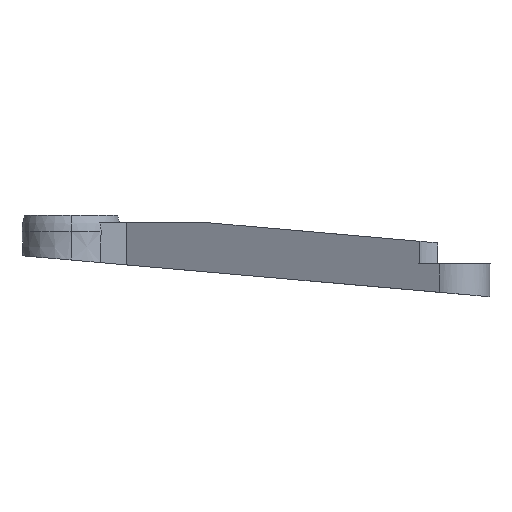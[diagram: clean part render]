
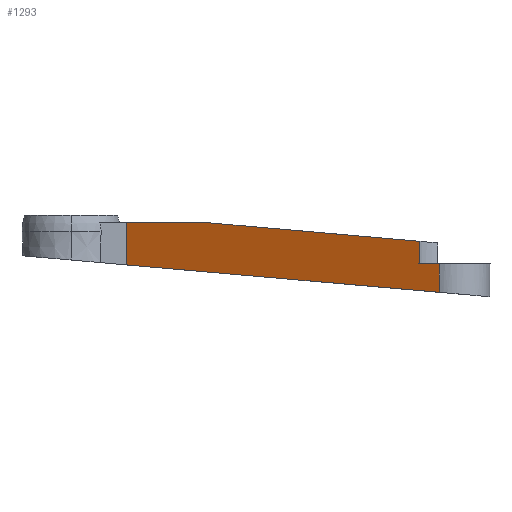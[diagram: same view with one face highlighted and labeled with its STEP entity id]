
A CAD part, front view. The second image highlights one B-rep face of the part: STEP entity #1293.
In plain terms, the highlighted planar face has unit normal (-0.448, -0.894, 0).
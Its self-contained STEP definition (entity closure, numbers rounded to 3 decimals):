
#78 = PLANE('',#79);
#79 = AXIS2_PLACEMENT_3D('',#80,#81,#82);
#80 = CARTESIAN_POINT('',(-13.,-354.588,0.));
#81 = DIRECTION('',(0.087,0.,0.996
    ));
#82 = DIRECTION('',(-0.996,0.,
    0.087));
#235 = VERTEX_POINT('',#236);
#236 = CARTESIAN_POINT('',(-18.924,-298.846,0.52
    ));
#253 = CYLINDRICAL_SURFACE('',#254,4.3);
#254 = AXIS2_PLACEMENT_3D('',#255,#256,#257);
#255 = CARTESIAN_POINT('',(-17.,-295.,0.));
#256 = DIRECTION('',(-0.,-0.,-1.));
#257 = DIRECTION('',(1.,0.,0.));
#537 = VERTEX_POINT('',#538);
#538 = CARTESIAN_POINT('',(-57.089,-279.75,3.867));
#552 = PLANE('',#553);
#553 = AXIS2_PLACEMENT_3D('',#554,#555,#556);
#554 = CARTESIAN_POINT('',(-57.089,-279.75,0.));
#555 = DIRECTION('',(0.,-1.,0.));
#556 = DIRECTION('',(-1.,0.,0.));
#564 = EDGE_CURVE('',#537,#235,#565,.T.);
#565 = SURFACE_CURVE('',#566,(#570,#577),.PCURVE_S1.);
#566 = LINE('',#567,#568);
#567 = CARTESIAN_POINT('',(-24.414,-296.099,1.001
    ));
#568 = VECTOR('',#569,1.);
#569 = DIRECTION('',(0.892,-0.446,-0.078)
  );
#570 = PCURVE('',#78,#571);
#571 = DEFINITIONAL_REPRESENTATION('',(#572),#576);
#572 = LINE('',#573,#574);
#573 = CARTESIAN_POINT('',(11.458,-58.489));
#574 = VECTOR('',#575,1.);
#575 = DIRECTION('',(-0.895,0.446));
#576 = ( GEOMETRIC_REPRESENTATION_CONTEXT(2) 
PARAMETRIC_REPRESENTATION_CONTEXT() REPRESENTATION_CONTEXT('2D SPACE',''
  ) );
#577 = PCURVE('',#578,#583);
#578 = PLANE('',#579);
#579 = AXIS2_PLACEMENT_3D('',#580,#581,#582);
#580 = CARTESIAN_POINT('',(-57.089,-279.75,0.));
#581 = DIRECTION('',(0.447,0.894,0.));
#582 = DIRECTION('',(0.894,-0.447,0.));
#583 = DEFINITIONAL_REPRESENTATION('',(#584),#588);
#584 = LINE('',#585,#586);
#585 = CARTESIAN_POINT('',(36.536,-1.001));
#586 = VECTOR('',#587,1.);
#587 = DIRECTION('',(0.997,0.078));
#588 = ( GEOMETRIC_REPRESENTATION_CONTEXT(2) 
PARAMETRIC_REPRESENTATION_CONTEXT() REPRESENTATION_CONTEXT('2D SPACE',''
  ) );
#947 = PLANE('',#948);
#948 = AXIS2_PLACEMENT_3D('',#949,#950,#951);
#949 = CARTESIAN_POINT('',(-13.,-354.588,6.023));
#950 = DIRECTION('',(0.087,0.,
    0.996));
#951 = DIRECTION('',(-0.996,0.,
    0.087));
#975 = PLANE('',#976);
#976 = AXIS2_PLACEMENT_3D('',#977,#978,#979);
#977 = CARTESIAN_POINT('',(-35.318,-275.,9.));
#978 = DIRECTION('',(0.,0.,1.));
#979 = DIRECTION('',(1.,0.,0.));
#1216 = EDGE_CURVE('',#235,#1217,#1219,.T.);
#1217 = VERTEX_POINT('',#1218);
#1218 = CARTESIAN_POINT('',(-18.924,-298.846,4.));
#1219 = SURFACE_CURVE('',#1220,(#1224,#1231),.PCURVE_S1.);
#1220 = LINE('',#1221,#1222);
#1221 = CARTESIAN_POINT('',(-18.924,-298.846,0.));
#1222 = VECTOR('',#1223,1.);
#1223 = DIRECTION('',(0.,0.,1.));
#1224 = PCURVE('',#253,#1225);
#1225 = DEFINITIONAL_REPRESENTATION('',(#1226),#1230);
#1226 = LINE('',#1227,#1228);
#1227 = CARTESIAN_POINT('',(-4.248,0.));
#1228 = VECTOR('',#1229,1.);
#1229 = DIRECTION('',(-0.,-1.));
#1230 = ( GEOMETRIC_REPRESENTATION_CONTEXT(2) 
PARAMETRIC_REPRESENTATION_CONTEXT() REPRESENTATION_CONTEXT('2D SPACE',''
  ) );
#1231 = PCURVE('',#578,#1232);
#1232 = DEFINITIONAL_REPRESENTATION('',(#1233),#1237);
#1233 = LINE('',#1234,#1235);
#1234 = CARTESIAN_POINT('',(42.675,0.));
#1235 = VECTOR('',#1236,1.);
#1236 = DIRECTION('',(0.,-1.));
#1237 = ( GEOMETRIC_REPRESENTATION_CONTEXT(2) 
PARAMETRIC_REPRESENTATION_CONTEXT() REPRESENTATION_CONTEXT('2D SPACE',''
  ) );
#1256 = PLANE('',#1257);
#1257 = AXIS2_PLACEMENT_3D('',#1258,#1259,#1260);
#1258 = CARTESIAN_POINT('',(-14.962,-275.,4.));
#1259 = DIRECTION('',(0.,0.,1.));
#1260 = DIRECTION('',(1.,0.,0.));
#1293 = ADVANCED_FACE('',(#1294),#578,.F.);
#1294 = FACE_BOUND('',#1295,.F.);
#1295 = EDGE_LOOP('',(#1296,#1297,#1320,#1343,#1366,#1394,#1415));
#1296 = ORIENTED_EDGE('',*,*,#564,.F.);
#1297 = ORIENTED_EDGE('',*,*,#1298,.T.);
#1298 = EDGE_CURVE('',#537,#1299,#1301,.T.);
#1299 = VERTEX_POINT('',#1300);
#1300 = CARTESIAN_POINT('',(-57.089,-279.75,9.));
#1301 = SURFACE_CURVE('',#1302,(#1306,#1313),.PCURVE_S1.);
#1302 = LINE('',#1303,#1304);
#1303 = CARTESIAN_POINT('',(-57.089,-279.75,0.));
#1304 = VECTOR('',#1305,1.);
#1305 = DIRECTION('',(0.,0.,1.));
#1306 = PCURVE('',#578,#1307);
#1307 = DEFINITIONAL_REPRESENTATION('',(#1308),#1312);
#1308 = LINE('',#1309,#1310);
#1309 = CARTESIAN_POINT('',(0.,0.));
#1310 = VECTOR('',#1311,1.);
#1311 = DIRECTION('',(0.,-1.));
#1312 = ( GEOMETRIC_REPRESENTATION_CONTEXT(2) 
PARAMETRIC_REPRESENTATION_CONTEXT() REPRESENTATION_CONTEXT('2D SPACE',''
  ) );
#1313 = PCURVE('',#552,#1314);
#1314 = DEFINITIONAL_REPRESENTATION('',(#1315),#1319);
#1315 = LINE('',#1316,#1317);
#1316 = CARTESIAN_POINT('',(0.,-0.));
#1317 = VECTOR('',#1318,1.);
#1318 = DIRECTION('',(0.,-1.));
#1319 = ( GEOMETRIC_REPRESENTATION_CONTEXT(2) 
PARAMETRIC_REPRESENTATION_CONTEXT() REPRESENTATION_CONTEXT('2D SPACE',''
  ) );
#1320 = ORIENTED_EDGE('',*,*,#1321,.T.);
#1321 = EDGE_CURVE('',#1299,#1322,#1324,.T.);
#1322 = VERTEX_POINT('',#1323);
#1323 = CARTESIAN_POINT('',(-46.937,-284.829,9.));
#1324 = SURFACE_CURVE('',#1325,(#1329,#1336),.PCURVE_S1.);
#1325 = LINE('',#1326,#1327);
#1326 = CARTESIAN_POINT('',(-57.089,-279.75,9.));
#1327 = VECTOR('',#1328,1.);
#1328 = DIRECTION('',(0.894,-0.447,0.));
#1329 = PCURVE('',#578,#1330);
#1330 = DEFINITIONAL_REPRESENTATION('',(#1331),#1335);
#1331 = LINE('',#1332,#1333);
#1332 = CARTESIAN_POINT('',(0.,-9.));
#1333 = VECTOR('',#1334,1.);
#1334 = DIRECTION('',(1.,0.));
#1335 = ( GEOMETRIC_REPRESENTATION_CONTEXT(2) 
PARAMETRIC_REPRESENTATION_CONTEXT() REPRESENTATION_CONTEXT('2D SPACE',''
  ) );
#1336 = PCURVE('',#975,#1337);
#1337 = DEFINITIONAL_REPRESENTATION('',(#1338),#1342);
#1338 = LINE('',#1339,#1340);
#1339 = CARTESIAN_POINT('',(-21.77,-4.75));
#1340 = VECTOR('',#1341,1.);
#1341 = DIRECTION('',(0.894,-0.447));
#1342 = ( GEOMETRIC_REPRESENTATION_CONTEXT(2) 
PARAMETRIC_REPRESENTATION_CONTEXT() REPRESENTATION_CONTEXT('2D SPACE',''
  ) );
#1343 = ORIENTED_EDGE('',*,*,#1344,.T.);
#1344 = EDGE_CURVE('',#1322,#1345,#1347,.T.);
#1345 = VERTEX_POINT('',#1346);
#1346 = CARTESIAN_POINT('',(-21.292,-297.661,
    6.75));
#1347 = SURFACE_CURVE('',#1348,(#1352,#1359),.PCURVE_S1.);
#1348 = LINE('',#1349,#1350);
#1349 = CARTESIAN_POINT('',(-24.204,-296.204,
    7.006));
#1350 = VECTOR('',#1351,1.);
#1351 = DIRECTION('',(0.892,-0.446,-0.078
    ));
#1352 = PCURVE('',#578,#1353);
#1353 = DEFINITIONAL_REPRESENTATION('',(#1354),#1358);
#1354 = LINE('',#1355,#1356);
#1355 = CARTESIAN_POINT('',(36.771,-7.006));
#1356 = VECTOR('',#1357,1.);
#1357 = DIRECTION('',(0.997,0.078));
#1358 = ( GEOMETRIC_REPRESENTATION_CONTEXT(2) 
PARAMETRIC_REPRESENTATION_CONTEXT() REPRESENTATION_CONTEXT('2D SPACE',''
  ) );
#1359 = PCURVE('',#947,#1360);
#1360 = DEFINITIONAL_REPRESENTATION('',(#1361),#1365);
#1361 = LINE('',#1362,#1363);
#1362 = CARTESIAN_POINT('',(11.247,-58.384));
#1363 = VECTOR('',#1364,1.);
#1364 = DIRECTION('',(-0.895,0.446));
#1365 = ( GEOMETRIC_REPRESENTATION_CONTEXT(2) 
PARAMETRIC_REPRESENTATION_CONTEXT() REPRESENTATION_CONTEXT('2D SPACE',''
  ) );
#1366 = ORIENTED_EDGE('',*,*,#1367,.T.);
#1367 = EDGE_CURVE('',#1345,#1368,#1370,.T.);
#1368 = VERTEX_POINT('',#1369);
#1369 = CARTESIAN_POINT('',(-21.292,-297.661,4.));
#1370 = SURFACE_CURVE('',#1371,(#1375,#1382),.PCURVE_S1.);
#1371 = LINE('',#1372,#1373);
#1372 = CARTESIAN_POINT('',(-21.292,-297.661,4.));
#1373 = VECTOR('',#1374,1.);
#1374 = DIRECTION('',(-0.,-0.,-1.));
#1375 = PCURVE('',#578,#1376);
#1376 = DEFINITIONAL_REPRESENTATION('',(#1377),#1381);
#1377 = LINE('',#1378,#1379);
#1378 = CARTESIAN_POINT('',(40.027,-4.));
#1379 = VECTOR('',#1380,1.);
#1380 = DIRECTION('',(0.,1.));
#1381 = ( GEOMETRIC_REPRESENTATION_CONTEXT(2) 
PARAMETRIC_REPRESENTATION_CONTEXT() REPRESENTATION_CONTEXT('2D SPACE',''
  ) );
#1382 = PCURVE('',#1383,#1388);
#1383 = CYLINDRICAL_SURFACE('',#1384,5.05);
#1384 = AXIS2_PLACEMENT_3D('',#1385,#1386,#1387);
#1385 = CARTESIAN_POINT('',(-17.,-295.,4.));
#1386 = DIRECTION('',(-0.,-0.,-1.));
#1387 = DIRECTION('',(1.,0.,0.));
#1388 = DEFINITIONAL_REPRESENTATION('',(#1389),#1393);
#1389 = LINE('',#1390,#1391);
#1390 = CARTESIAN_POINT('',(-3.696,0.));
#1391 = VECTOR('',#1392,1.);
#1392 = DIRECTION('',(-0.,1.));
#1393 = ( GEOMETRIC_REPRESENTATION_CONTEXT(2) 
PARAMETRIC_REPRESENTATION_CONTEXT() REPRESENTATION_CONTEXT('2D SPACE',''
  ) );
#1394 = ORIENTED_EDGE('',*,*,#1395,.T.);
#1395 = EDGE_CURVE('',#1368,#1217,#1396,.T.);
#1396 = SURFACE_CURVE('',#1397,(#1401,#1408),.PCURVE_S1.);
#1397 = LINE('',#1398,#1399);
#1398 = CARTESIAN_POINT('',(-41.193,-287.703,4.));
#1399 = VECTOR('',#1400,1.);
#1400 = DIRECTION('',(0.894,-0.447,0.));
#1401 = PCURVE('',#578,#1402);
#1402 = DEFINITIONAL_REPRESENTATION('',(#1403),#1407);
#1403 = LINE('',#1404,#1405);
#1404 = CARTESIAN_POINT('',(17.774,-4.));
#1405 = VECTOR('',#1406,1.);
#1406 = DIRECTION('',(1.,0.));
#1407 = ( GEOMETRIC_REPRESENTATION_CONTEXT(2) 
PARAMETRIC_REPRESENTATION_CONTEXT() REPRESENTATION_CONTEXT('2D SPACE',''
  ) );
#1408 = PCURVE('',#1256,#1409);
#1409 = DEFINITIONAL_REPRESENTATION('',(#1410),#1414);
#1410 = LINE('',#1411,#1412);
#1411 = CARTESIAN_POINT('',(-26.231,-12.703));
#1412 = VECTOR('',#1413,1.);
#1413 = DIRECTION('',(0.894,-0.447));
#1414 = ( GEOMETRIC_REPRESENTATION_CONTEXT(2) 
PARAMETRIC_REPRESENTATION_CONTEXT() REPRESENTATION_CONTEXT('2D SPACE',''
  ) );
#1415 = ORIENTED_EDGE('',*,*,#1216,.F.);
